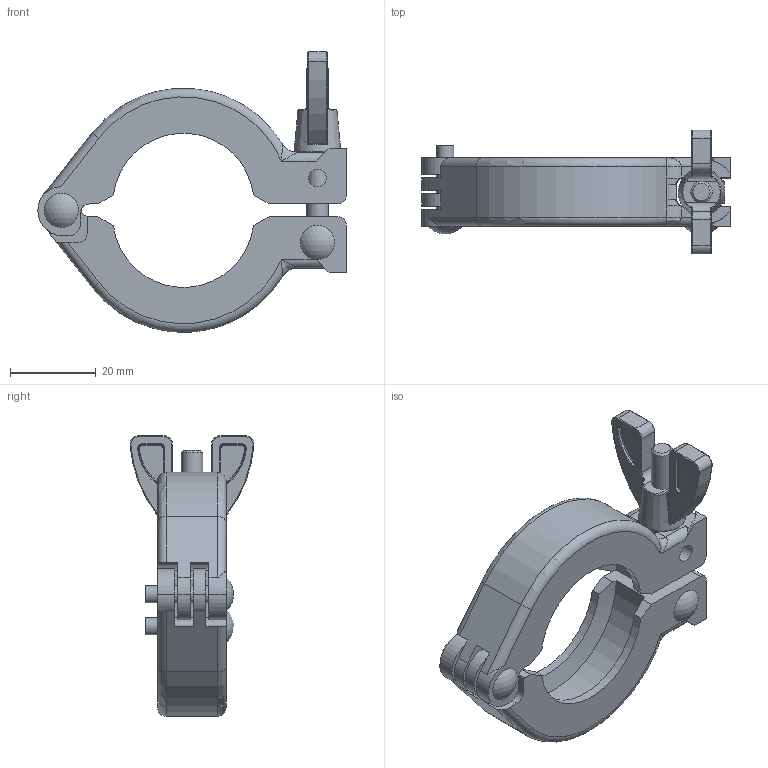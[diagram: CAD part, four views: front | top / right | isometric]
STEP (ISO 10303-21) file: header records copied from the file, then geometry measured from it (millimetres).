
FILE_DESCRIPTION(/* description */ ('STEP AP203'),/* implementation_level */ '2;1');
FILE_NAME(/* name */ 'FL-C25KF.stp',/* time_stamp */ '2022-07-25T10:26:27+01:00',/* author */ ('Paul'),/* organization */ (''),/* preprocessor_version */ 'ST-DEVELOPER v19.2',/* originating_system */ 'Autodesk Inventor 2023',/* authorisation */ '');
FILE_SCHEMA (('AUTOMOTIVE_DESIGN { 1 0 10303 214 3 1 1 }'));
Length unit declared in the file: millimetre
Products named in the file (5): 21010611; 21010611-1; 5007BFEE5FV2; 5035MWMXV; 5022BFEC6G2
Assembly tree (6 placements, depth 2):
  21010611
    21010611-1  x2
    5035MWMXV  x2
    5007BFEE5FV2
    5022BFEC6G2
Bounding box: 72 x 28.92 x 65.45 mm (x, y, z)
Volume: 23940.9 mm3; surface area: 14882 mm2
Topology: 6 solids, 6 shells, 329 faces, 805 edges, 489 vertices
Faces by surface type: cylinder 126, plane 101, torus 66, bspline 28, cone 6, sphere 2
Full cylindrical faces by diameter (mm): 3.3 x2, 4 x2, 4.1 x8, 4.2 x1, 4.4 x1, 4.5 x1, 5 x1
Entity records: 8770 total; most frequent: CARTESIAN_POINT 2680, DIRECTION 1336, ORIENTED_EDGE 1202, EDGE_CURVE 601, AXIS2_PLACEMENT_3D 549, VERTEX_POINT 362, CIRCLE 299, EDGE_LOOP 273
